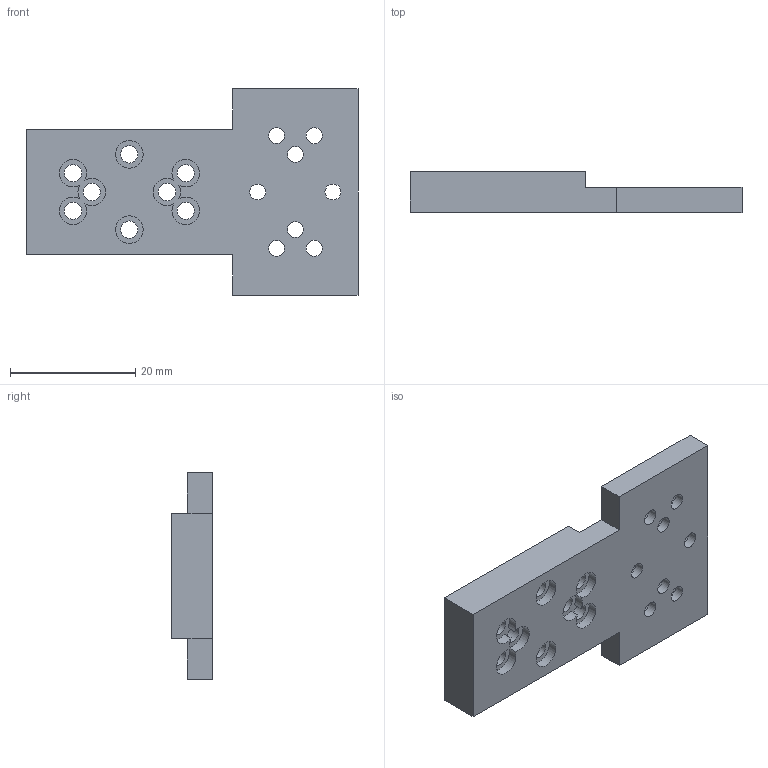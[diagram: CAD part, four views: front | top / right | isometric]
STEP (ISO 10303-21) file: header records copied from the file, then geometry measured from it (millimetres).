
FILE_DESCRIPTION(/* description */ (''),/* implementation_level */ '2;1');
FILE_NAME(/* name */ 'mcp_bracket.stp',/* time_stamp */ '2024-12-21T19:37:41-05:00',/* author */ ('Kenny'),/* organization */ (''),/* preprocessor_version */ 'ST-DEVELOPER v18.1',/* originating_system */ 'Autodesk Inventor 2021',/* authorisation */ '');
FILE_SCHEMA (('AUTOMOTIVE_DESIGN { 1 0 10303 214 3 1 1 }'));
Length unit declared in the file: millimetre
Products named in the file (1): new_mcp
Bounding box: 53 x 6.5 x 33 mm (x, y, z)
Volume: 5948.1 mm3; surface area: 4236 mm2
Topology: 1 solids, 1 shells, 58 faces, 160 edges, 116 vertices
Faces by surface type: cylinder 34, plane 24
Full cylindrical faces by diameter (mm): 2.55 x8, 2.75 x8, 4 x8, 4.4 x2
Entity records: 2049 total; most frequent: DIRECTION 374, CARTESIAN_POINT 335, ORIENTED_EDGE 320, EDGE_CURVE 160, AXIS2_PLACEMENT_3D 155, VERTEX_POINT 116, EDGE_LOOP 102, CIRCLE 96
